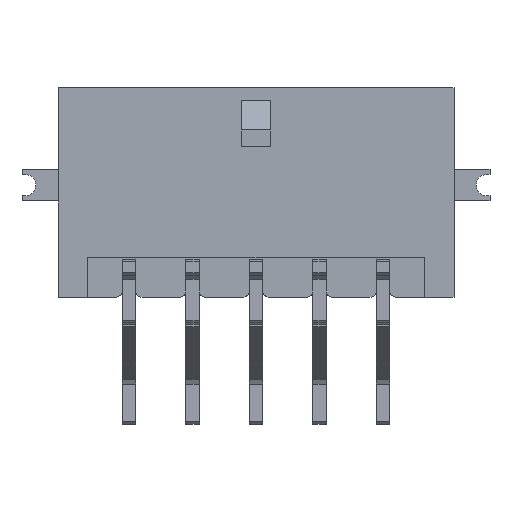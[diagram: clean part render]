
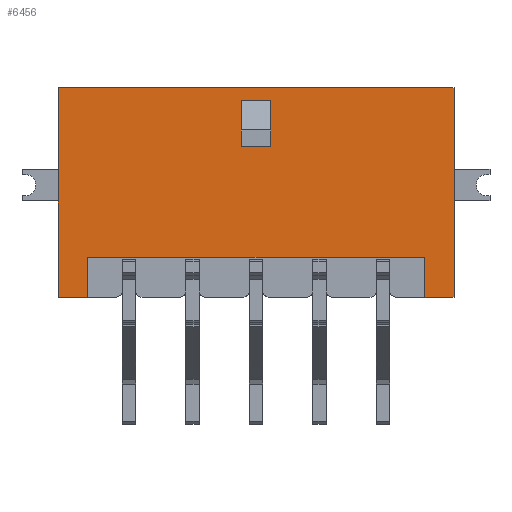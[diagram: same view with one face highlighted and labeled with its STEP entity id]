
A CAD part, left-side view. The second image highlights one B-rep face of the part: STEP entity #6456.
In plain terms, the highlighted planar face has unit normal (-1, 0, 0).
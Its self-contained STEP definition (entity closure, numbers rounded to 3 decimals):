
#901=ORIENTED_EDGE('',*,*,#2580,.T.);
#902=ORIENTED_EDGE('',*,*,#2581,.T.);
#903=ORIENTED_EDGE('',*,*,#2582,.F.);
#904=ORIENTED_EDGE('',*,*,#2583,.F.);
#905=ORIENTED_EDGE('',*,*,#2584,.F.);
#906=ORIENTED_EDGE('',*,*,#2548,.F.);
#907=ORIENTED_EDGE('',*,*,#2572,.T.);
#908=ORIENTED_EDGE('',*,*,#2184,.T.);
#909=ORIENTED_EDGE('',*,*,#2574,.F.);
#910=ORIENTED_EDGE('',*,*,#2556,.F.);
#911=ORIENTED_EDGE('',*,*,#2585,.F.);
#912=ORIENTED_EDGE('',*,*,#2586,.F.);
#2184=EDGE_CURVE('',#3112,#3111,#3748,.T.);
#2548=EDGE_CURVE('',#3372,#3368,#4072,.T.);
#2556=EDGE_CURVE('',#3378,#3379,#4080,.T.);
#2572=EDGE_CURVE('',#3372,#3112,#4096,.T.);
#2574=EDGE_CURVE('',#3379,#3111,#4098,.T.);
#2580=EDGE_CURVE('',#3389,#3390,#4104,.T.);
#2581=EDGE_CURVE('',#3390,#3391,#4105,.T.);
#2582=EDGE_CURVE('',#3392,#3391,#4106,.T.);
#2583=EDGE_CURVE('',#3389,#3392,#4107,.T.);
#2584=EDGE_CURVE('',#3368,#3393,#4108,.T.);
#2585=EDGE_CURVE('',#3394,#3378,#4109,.T.);
#2586=EDGE_CURVE('',#3393,#3394,#4110,.T.);
#3111=VERTEX_POINT('',#9060);
#3112=VERTEX_POINT('',#9062);
#3368=VERTEX_POINT('',#9759);
#3372=VERTEX_POINT('',#9768);
#3378=VERTEX_POINT('',#9784);
#3379=VERTEX_POINT('',#9786);
#3389=VERTEX_POINT('',#9826);
#3390=VERTEX_POINT('',#9827);
#3391=VERTEX_POINT('',#9829);
#3392=VERTEX_POINT('',#9831);
#3393=VERTEX_POINT('',#9834);
#3394=VERTEX_POINT('',#9836);
#3748=LINE('',#9061,#4628);
#4072=LINE('',#9769,#4952);
#4080=LINE('',#9785,#4960);
#4096=LINE('',#9812,#4976);
#4098=LINE('',#9815,#4978);
#4104=LINE('',#9825,#4984);
#4105=LINE('',#9828,#4985);
#4106=LINE('',#9830,#4986);
#4107=LINE('',#9832,#4987);
#4108=LINE('',#9833,#4988);
#4109=LINE('',#9835,#4989);
#4110=LINE('',#9837,#4990);
#4628=VECTOR('',#7279,1000.);
#4952=VECTOR('',#7849,1000.);
#4960=VECTOR('',#7861,1000.);
#4976=VECTOR('',#7881,1000.);
#4978=VECTOR('',#7885,1000.);
#4984=VECTOR('',#7897,1000.);
#4985=VECTOR('',#7898,1000.);
#4986=VECTOR('',#7899,1000.);
#4987=VECTOR('',#7900,1000.);
#4988=VECTOR('',#7901,1000.);
#4989=VECTOR('',#7902,1000.);
#4990=VECTOR('',#7903,1000.);
#5487=EDGE_LOOP('',(#901,#902,#903,#904));
#5488=EDGE_LOOP('',(#905,#906,#907,#908,#909,#910,#911,#912));
#5833=FACE_BOUND('',#5487,.T.);
#5834=FACE_BOUND('',#5488,.T.);
#6145=PLANE('',#6866);
#6456=ADVANCED_FACE('',(#5833,#5834),#6145,.T.);
#6866=AXIS2_PLACEMENT_3D('',#9824,#7895,#7896);
#7279=DIRECTION('',(0.,1.,0.));
#7849=DIRECTION('',(0.,1.,0.));
#7861=DIRECTION('',(0.,1.,0.));
#7881=DIRECTION('',(0.,0.,1.));
#7885=DIRECTION('',(0.,0.,1.));
#7895=DIRECTION('',(-1.,0.,0.));
#7896=DIRECTION('',(0.,0.,1.));
#7897=DIRECTION('',(0.,0.,1.));
#7898=DIRECTION('',(0.,-1.,0.));
#7899=DIRECTION('',(0.,0.,1.));
#7900=DIRECTION('',(0.,-1.,0.));
#7901=DIRECTION('',(0.,0.,1.));
#7902=DIRECTION('',(0.,0.,-1.));
#7903=DIRECTION('',(0.,1.,0.));
#9060=CARTESIAN_POINT('',(-3.43,9.35,4.95));
#9061=CARTESIAN_POINT('',(-3.43,-9.35,4.95));
#9062=CARTESIAN_POINT('',(-3.43,-9.35,4.95));
#9759=CARTESIAN_POINT('',(-3.43,-7.95,-4.95));
#9768=CARTESIAN_POINT('',(-3.43,-9.35,-4.95));
#9769=CARTESIAN_POINT('',(-3.43,-9.35,-4.95));
#9784=CARTESIAN_POINT('',(-3.43,7.95,-4.95));
#9785=CARTESIAN_POINT('',(-3.43,-9.35,-4.95));
#9786=CARTESIAN_POINT('',(-3.43,9.35,-4.95));
#9812=CARTESIAN_POINT('',(-3.43,-9.35,-4.95));
#9815=CARTESIAN_POINT('',(-3.43,9.35,-4.95));
#9824=CARTESIAN_POINT('',(-3.43,-9.35,-4.95));
#9825=CARTESIAN_POINT('',(-3.43,0.7,2.15));
#9826=CARTESIAN_POINT('',(-3.43,0.7,2.15));
#9827=CARTESIAN_POINT('',(-3.43,0.7,4.35));
#9828=CARTESIAN_POINT('',(-3.43,0.7,4.35));
#9829=CARTESIAN_POINT('',(-3.43,-0.7,4.35));
#9830=CARTESIAN_POINT('',(-3.43,-0.7,2.15));
#9831=CARTESIAN_POINT('',(-3.43,-0.7,2.15));
#9832=CARTESIAN_POINT('',(-3.43,0.7,2.15));
#9833=CARTESIAN_POINT('',(-3.43,-7.95,-4.95));
#9834=CARTESIAN_POINT('',(-3.43,-7.95,-3.05));
#9835=CARTESIAN_POINT('',(-3.43,7.95,-3.05));
#9836=CARTESIAN_POINT('',(-3.43,7.95,-3.05));
#9837=CARTESIAN_POINT('',(-3.43,-7.95,-3.05));
